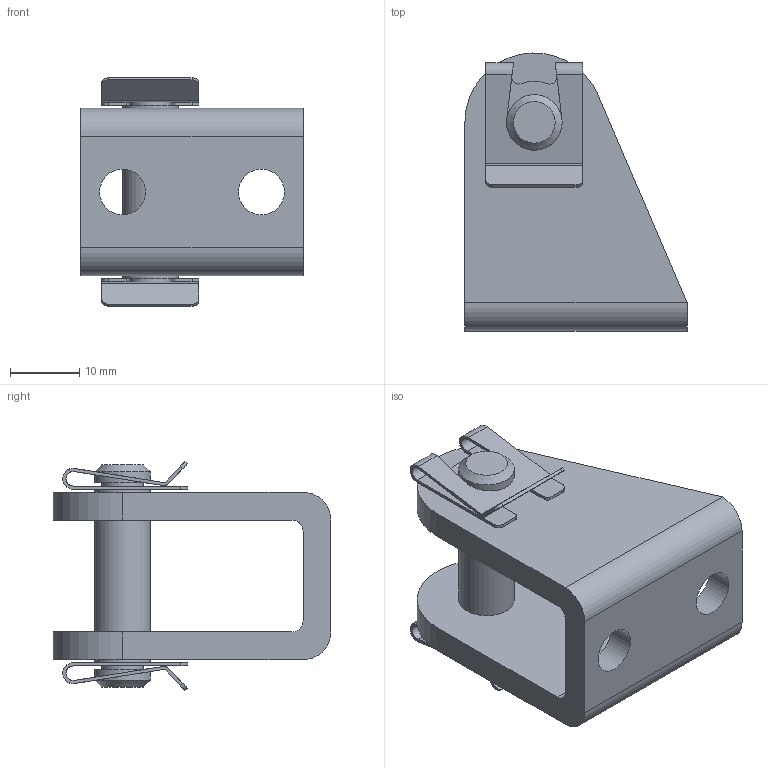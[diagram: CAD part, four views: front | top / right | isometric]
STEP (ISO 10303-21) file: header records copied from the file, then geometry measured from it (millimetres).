
FILE_DESCRIPTION(/* description */ ('STEP AP214'),/* implementation_level */ '2;1');
FILE_NAME(/* name */ '6059_LBN-20_25',/* time_stamp */ '2024-08-27T08:22:43+02:00',/* author */ ('License CC BY-ND 4.0'),/* organization */ ('CADENAS'),/* preprocessor_version */ 'ST-DEVELOPER v19.3',/* originating_system */ 'PARTsolutions',/* authorisation */ ' ');
FILE_SCHEMA (('AP242_MANAGED_MODEL_BASED_3D_ENGINEERING_MIM_LF { 1 0 10303 442 3 1 4 }','AUTOMOTIVE_DESIGN {1 0 10303 214 3 1 1}'));
Length unit declared in the file: millimetre
Products named in the file (4): 6059 LBN-20_25; 6059 LBN-20_25---(L); 369456 BZ-08-025,0-AA (32); 210028 8 SXN 08 VERZINKT:SL
Assembly tree (4 placements, depth 2):
  6059 LBN-20_25
    6059 LBN-20_25---(L)
    369456 BZ-08-025,0-AA (32)
    210028 8 SXN 08 VERZINKT:SL  x2
Bounding box: 32 x 40 x 32.91 mm (x, y, z)
Volume: 10851 mm3; surface area: 8180.2 mm2
Topology: 4 solids, 4 shells, 97 faces, 265 edges, 176 vertices
Faces by surface type: cylinder 49, plane 46, cone 2
Full cylindrical faces by diameter (mm): 6 x2, 6.6 x2, 8 x5
Entity records: 2053 total; most frequent: DIRECTION 360, CARTESIAN_POINT 332, ORIENTED_EDGE 308, EDGE_CURVE 154, AXIS2_PLACEMENT_3D 136, VERTEX_POINT 108, LINE 88, VECTOR 88
